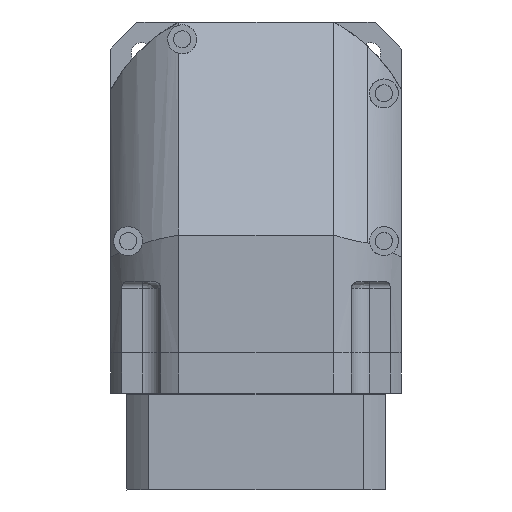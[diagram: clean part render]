
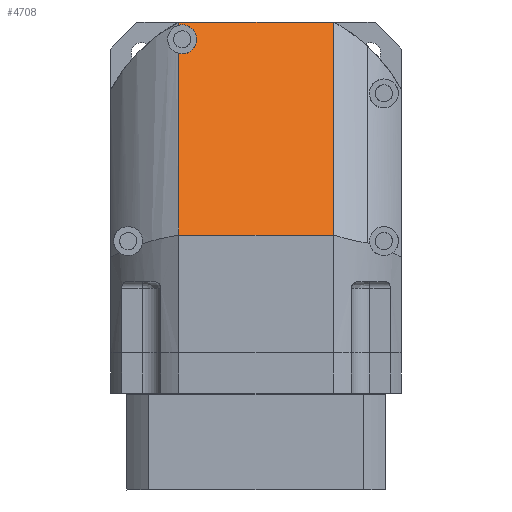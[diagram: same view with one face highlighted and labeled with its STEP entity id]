
A CAD part, front view. The second image highlights one B-rep face of the part: STEP entity #4708.
In plain terms, the highlighted face is planar.
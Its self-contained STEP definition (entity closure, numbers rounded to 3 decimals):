
#430 = CARTESIAN_POINT ( 'NONE',  ( 93.686, 24., 20.323 ) ) ;
#671 = CARTESIAN_POINT ( 'NONE',  ( -21., 24., 105. ) ) ;
#709 = CARTESIAN_POINT ( 'NONE',  ( 57.123, -24., 47.318 ) ) ;
#1594 = EDGE_CURVE ( 'NONE', #11973, #15166, #1730, .T. ) ;
#1718 = EDGE_CURVE ( 'NONE', #22269, #19211, #5193, .T. ) ;
#1730 =( BOUNDED_CURVE ( )  B_SPLINE_CURVE ( 3, ( #21868, #6149, #14851, #11414 ),
 .UNSPECIFIED., .F., .F. ) 
 B_SPLINE_CURVE_WITH_KNOTS ( ( 4, 4 ),
 ( 6.031, 6.283 ),
 .UNSPECIFIED. ) 
 CURVE ( )  GEOMETRIC_REPRESENTATION_ITEM ( )  RATIONAL_B_SPLINE_CURVE ( ( 1., 0.995, 0.995, 1. ) ) 
 REPRESENTATION_ITEM ( '' )  );
#1954 = CARTESIAN_POINT ( 'NONE',  ( 35.121, 22.875, 63.564 ) ) ;
#2275 = VECTOR ( 'NONE', #11693, 1000. ) ;
#2305 = CARTESIAN_POINT ( 'NONE',  ( 93.686, 24., 20.323 ) ) ;
#2999 = VERTEX_POINT ( 'NONE', #16449 ) ;
#3117 = VERTEX_POINT ( 'NONE', #13417 ) ;
#3928 = DIRECTION ( 'NONE',  ( 0.804, 0., -0.594 ) ) ;
#4257 = ORIENTED_EDGE ( 'NONE', *, *, #12227, .T. ) ;
#4708 = ADVANCED_FACE ( 'NONE', ( #14966 ), #8177, .T. ) ;
#5011 = LINE ( 'NONE', #2305, #22482 ) ;
#5193 = LINE ( 'NONE', #430, #20240 ) ;
#5568 = VECTOR ( 'NONE', #18522, 1000. ) ;
#6149 = CARTESIAN_POINT ( 'NONE',  ( 44.073, 23.632, 56.954 ) ) ;
#6327 = CARTESIAN_POINT ( 'NONE',  ( 44.121, 22.875, 56.919 ) ) ;
#6340 = CARTESIAN_POINT ( 'NONE',  ( 57.123, -118.452, 47.318 ) ) ;
#6931 = VECTOR ( 'NONE', #18157, 1000. ) ;
#7018 = EDGE_CURVE ( 'NONE', #3117, #19211, #8447, .T. ) ;
#7188 = CARTESIAN_POINT ( 'NONE',  ( 35.169, 23.632, 63.528 ) ) ;
#7436 = LINE ( 'NONE', #22158, #2275 ) ;
#8177 = PLANE ( 'NONE',  #16855 ) ;
#8379 = CARTESIAN_POINT ( 'NONE',  ( 44.121, 13.875, 56.919 ) ) ;
#8447 =( BOUNDED_CURVE ( )  B_SPLINE_CURVE ( 3, ( #1954, #12373, #7188, #19401 ),
 .UNSPECIFIED., .F., .F. ) 
 B_SPLINE_CURVE_WITH_KNOTS ( ( 4, 4 ),
 ( 3.142, 3.394 ),
 .UNSPECIFIED. ) 
 CURVE ( )  GEOMETRIC_REPRESENTATION_ITEM ( )  RATIONAL_B_SPLINE_CURVE ( ( 1., 0.995, 0.995, 1. ) ) 
 REPRESENTATION_ITEM ( '' )  );
#8558 = LINE ( 'NONE', #709, #6931 ) ;
#8760 = ORIENTED_EDGE ( 'NONE', *, *, #15177, .T. ) ;
#8987 = CARTESIAN_POINT ( 'NONE',  ( 35.264, 24., 63.458 ) ) ;
#9642 = LINE ( 'NONE', #20230, #5568 ) ;
#9719 = ORIENTED_EDGE ( 'NONE', *, *, #13080, .T. ) ;
#9901 = DIRECTION ( 'NONE',  ( 0.594, 0., 0.804 ) ) ;
#10866 = DIRECTION ( 'NONE',  ( 0.804, 0., -0.594 ) ) ;
#10891 = EDGE_CURVE ( 'NONE', #11973, #2999, #5011, .T. ) ;
#10945 = VERTEX_POINT ( 'NONE', #21989 ) ;
#11145 = EDGE_LOOP ( 'NONE', ( #20995, #9719, #16662, #22616, #4257, #21701, #18519, #8760 ) ) ;
#11414 = CARTESIAN_POINT ( 'NONE',  ( 44.121, 22.875, 56.919 ) ) ;
#11693 = DIRECTION ( 'NONE',  ( 0., 1., 0. ) ) ;
#11966 = CARTESIAN_POINT ( 'NONE',  ( 35.121, 22.875, 63.564 ) ) ;
#11973 = VERTEX_POINT ( 'NONE', #18574 ) ;
#12227 = EDGE_CURVE ( 'NONE', #15166, #3117, #20760, .T. ) ;
#12373 = CARTESIAN_POINT ( 'NONE',  ( 35.121, 23.255, 63.564 ) ) ;
#12721 = VERTEX_POINT ( 'NONE', #20663 ) ;
#13080 = EDGE_CURVE ( 'NONE', #12721, #2999, #7436, .T. ) ;
#13417 = CARTESIAN_POINT ( 'NONE',  ( 35.121, 22.875, 63.564 ) ) ;
#14851 = CARTESIAN_POINT ( 'NONE',  ( 44.121, 23.255, 56.919 ) ) ;
#14966 = FACE_OUTER_BOUND ( 'NONE', #11145, .T. ) ;
#15166 = VERTEX_POINT ( 'NONE', #6327 ) ;
#15177 = EDGE_CURVE ( 'NONE', #22269, #10945, #9642, .T. ) ;
#16449 = CARTESIAN_POINT ( 'NONE',  ( 45., 24., 56.269 ) ) ;
#16662 = ORIENTED_EDGE ( 'NONE', *, *, #10891, .F. ) ;
#16855 = AXIS2_PLACEMENT_3D ( 'NONE', #6340, #9901, #22137 ) ;
#18157 = DIRECTION ( 'NONE',  ( 0.804, 0., -0.594 ) ) ;
#18519 = ORIENTED_EDGE ( 'NONE', *, *, #1718, .F. ) ;
#18522 = DIRECTION ( 'NONE',  ( 0., -1., 0. ) ) ;
#18574 = CARTESIAN_POINT ( 'NONE',  ( 43.978, 24., 57.024 ) ) ;
#19211 = VERTEX_POINT ( 'NONE', #8987 ) ;
#19401 = CARTESIAN_POINT ( 'NONE',  ( 35.264, 24., 63.458 ) ) ;
#20230 = CARTESIAN_POINT ( 'NONE',  ( -21., 45., 105. ) ) ;
#20240 = VECTOR ( 'NONE', #10866, 1000. ) ;
#20663 = CARTESIAN_POINT ( 'NONE',  ( 45., -24., 56.269 ) ) ;
#20679 = CARTESIAN_POINT ( 'NONE',  ( 44.121, 22.875, 56.919 ) ) ;
#20760 =( BOUNDED_CURVE ( )  B_SPLINE_CURVE ( 3, ( #20679, #8379, #22424, #11966 ),
 .UNSPECIFIED., .F., .F. ) 
 B_SPLINE_CURVE_WITH_KNOTS ( ( 4, 4 ),
 ( 0., 3.142 ),
 .UNSPECIFIED. ) 
 CURVE ( )  GEOMETRIC_REPRESENTATION_ITEM ( )  RATIONAL_B_SPLINE_CURVE ( ( 1., 0.333, 0.333, 1. ) ) 
 REPRESENTATION_ITEM ( '' )  );
#20995 = ORIENTED_EDGE ( 'NONE', *, *, #21127, .T. ) ;
#21127 = EDGE_CURVE ( 'NONE', #10945, #12721, #8558, .T. ) ;
#21701 = ORIENTED_EDGE ( 'NONE', *, *, #7018, .T. ) ;
#21868 = CARTESIAN_POINT ( 'NONE',  ( 43.978, 24., 57.024 ) ) ;
#21989 = CARTESIAN_POINT ( 'NONE',  ( -21., -24., 105. ) ) ;
#22137 = DIRECTION ( 'NONE',  ( 0.804, 0., -0.594 ) ) ;
#22158 = CARTESIAN_POINT ( 'NONE',  ( 45., -118.452, 56.269 ) ) ;
#22269 = VERTEX_POINT ( 'NONE', #671 ) ;
#22424 = CARTESIAN_POINT ( 'NONE',  ( 35.121, 13.875, 63.564 ) ) ;
#22482 = VECTOR ( 'NONE', #3928, 1000. ) ;
#22616 = ORIENTED_EDGE ( 'NONE', *, *, #1594, .T. ) ;
